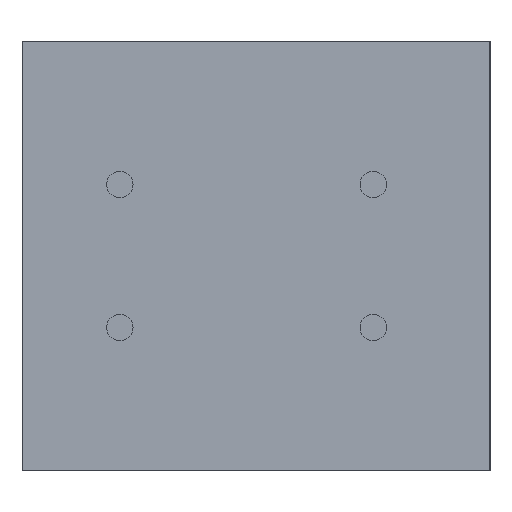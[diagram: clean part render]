
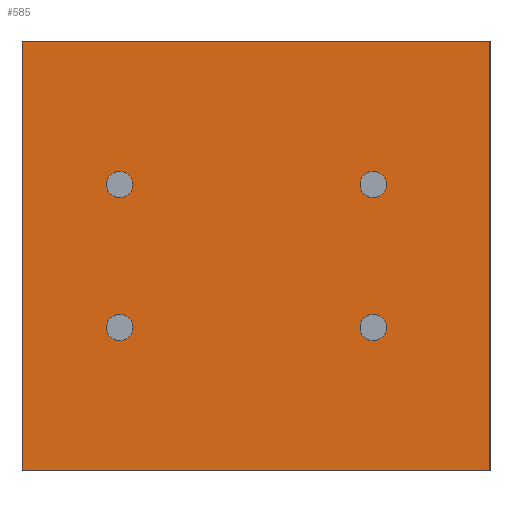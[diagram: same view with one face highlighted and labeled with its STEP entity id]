
A CAD part, left-side view. The second image highlights one B-rep face of the part: STEP entity #585.
In plain terms, the highlighted planar face has unit normal (-1, 0, 0).
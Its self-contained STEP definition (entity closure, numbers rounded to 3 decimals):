
#15=FACE_BOUND('',#113,.T.);
#16=FACE_BOUND('',#114,.T.);
#17=FACE_BOUND('',#115,.T.);
#18=FACE_BOUND('',#116,.T.);
#40=PLANE('',#667);
#76=FACE_OUTER_BOUND('',#112,.T.);
#112=EDGE_LOOP('',(#498,#499,#500,#501));
#113=EDGE_LOOP('',(#502));
#114=EDGE_LOOP('',(#503));
#115=EDGE_LOOP('',(#504));
#116=EDGE_LOOP('',(#505));
#155=LINE('',#965,#207);
#169=LINE('',#1002,#221);
#170=LINE('',#1003,#222);
#171=LINE('',#1004,#223);
#207=VECTOR('',#796,10.);
#221=VECTOR('',#832,10.);
#222=VECTOR('',#833,10.);
#223=VECTOR('',#834,10.);
#230=CIRCLE('',#612,1.7);
#232=CIRCLE('',#616,1.7);
#234=CIRCLE('',#620,1.7);
#236=CIRCLE('',#624,1.7);
#256=VERTEX_POINT('',#853);
#258=VERTEX_POINT('',#860);
#260=VERTEX_POINT('',#867);
#262=VERTEX_POINT('',#874);
#292=VERTEX_POINT('',#962);
#293=VERTEX_POINT('',#964);
#304=VERTEX_POINT('',#1000);
#305=VERTEX_POINT('',#1001);
#308=EDGE_CURVE('',#256,#256,#230,.T.);
#311=EDGE_CURVE('',#258,#258,#232,.T.);
#314=EDGE_CURVE('',#260,#260,#234,.T.);
#317=EDGE_CURVE('',#262,#262,#236,.T.);
#359=EDGE_CURVE('',#292,#293,#155,.T.);
#377=EDGE_CURVE('',#304,#305,#169,.T.);
#378=EDGE_CURVE('',#305,#293,#170,.T.);
#379=EDGE_CURVE('',#304,#292,#171,.T.);
#498=ORIENTED_EDGE('',*,*,#377,.T.);
#499=ORIENTED_EDGE('',*,*,#378,.T.);
#500=ORIENTED_EDGE('',*,*,#359,.F.);
#501=ORIENTED_EDGE('',*,*,#379,.F.);
#502=ORIENTED_EDGE('',*,*,#308,.T.);
#503=ORIENTED_EDGE('',*,*,#311,.T.);
#504=ORIENTED_EDGE('',*,*,#314,.T.);
#505=ORIENTED_EDGE('',*,*,#317,.T.);
#585=ADVANCED_FACE('',(#76,#15,#16,#17,#18),#40,.T.);
#612=AXIS2_PLACEMENT_3D('',#854,#677,#678);
#616=AXIS2_PLACEMENT_3D('',#861,#686,#687);
#620=AXIS2_PLACEMENT_3D('',#868,#695,#696);
#624=AXIS2_PLACEMENT_3D('',#875,#704,#705);
#667=AXIS2_PLACEMENT_3D('',#999,#830,#831);
#677=DIRECTION('center_axis',(1.,0.,0.));
#678=DIRECTION('ref_axis',(0.,0.,1.));
#686=DIRECTION('center_axis',(1.,0.,0.));
#687=DIRECTION('ref_axis',(0.,0.,1.));
#695=DIRECTION('center_axis',(1.,0.,0.));
#696=DIRECTION('ref_axis',(0.,0.,1.));
#704=DIRECTION('center_axis',(1.,0.,0.));
#705=DIRECTION('ref_axis',(0.,0.,1.));
#796=DIRECTION('',(0.,-1.,0.));
#830=DIRECTION('center_axis',(-1.,0.,0.));
#831=DIRECTION('ref_axis',(0.,-1.,0.));
#832=DIRECTION('',(0.,-1.,0.));
#833=DIRECTION('',(0.,0.,1.));
#834=DIRECTION('',(0.,0.,1.));
#853=CARTESIAN_POINT('',(-50.,47.465,34.967));
#854=CARTESIAN_POINT('Origin',(-50.,47.465,36.667));
#860=CARTESIAN_POINT('',(-50.,14.965,34.967));
#861=CARTESIAN_POINT('Origin',(-50.,14.965,36.667));
#867=CARTESIAN_POINT('',(-50.,14.965,16.633));
#868=CARTESIAN_POINT('Origin',(-50.,14.965,18.333));
#874=CARTESIAN_POINT('',(-50.,47.465,16.633));
#875=CARTESIAN_POINT('Origin',(-50.,47.465,18.333));
#962=CARTESIAN_POINT('',(-50.,60.,55.));
#964=CARTESIAN_POINT('',(-50.,0.,55.));
#965=CARTESIAN_POINT('',(-50.,60.,55.));
#999=CARTESIAN_POINT('Origin',(-50.,60.,0.));
#1000=CARTESIAN_POINT('',(-50.,60.,0.));
#1001=CARTESIAN_POINT('',(-50.,0.,0.));
#1002=CARTESIAN_POINT('',(-50.,60.,0.));
#1003=CARTESIAN_POINT('',(-50.,0.,0.));
#1004=CARTESIAN_POINT('',(-50.,60.,0.));
